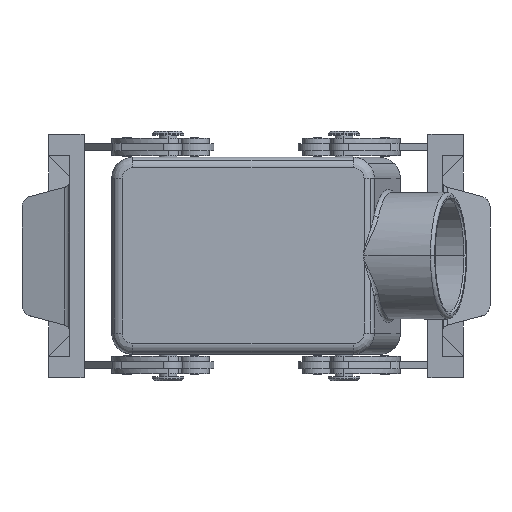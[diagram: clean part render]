
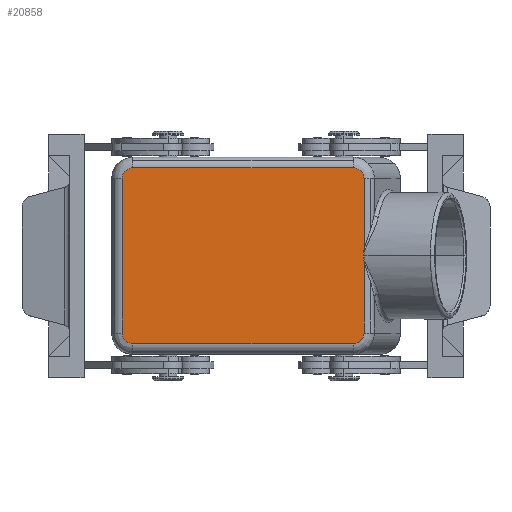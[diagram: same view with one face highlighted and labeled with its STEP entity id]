
A CAD part, top view. The second image highlights one B-rep face of the part: STEP entity #20858.
In plain terms, the highlighted planar face has unit normal (0, 0, 1).
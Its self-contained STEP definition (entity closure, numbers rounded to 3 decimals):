
#5169=CARTESIAN_POINT('',(27.603,-25.0,56.));
#5170=VERTEX_POINT('',#5169);
#5178=CARTESIAN_POINT('',(-35.,-25.,56.));
#5179=VERTEX_POINT('',#5178);
#5180=CARTESIAN_POINT('',(27.603,-25.0,56.));
#5181=DIRECTION('',(-1.0,0.0,0.0));
#5182=VECTOR('',#5181,62.603);
#5183=LINE('',#5180,#5182);
#5184=EDGE_CURVE('',#5170,#5179,#5183,.T.);
#5211=CARTESIAN_POINT('',(-38.,-22.,56.));
#5212=VERTEX_POINT('',#5211);
#5220=CARTESIAN_POINT('',(-38.0,22.0,56.));
#5221=VERTEX_POINT('',#5220);
#5222=CARTESIAN_POINT('',(-38.,-22.,56.));
#5223=DIRECTION('',(0.0,1.0,0.0));
#5224=VECTOR('',#5223,44.0);
#5225=LINE('',#5222,#5224);
#5226=EDGE_CURVE('',#5212,#5221,#5225,.T.);
#5253=CARTESIAN_POINT('',(-35.,25.,56.));
#5254=VERTEX_POINT('',#5253);
#5262=CARTESIAN_POINT('',(27.603,25.,56.));
#5263=VERTEX_POINT('',#5262);
#5264=CARTESIAN_POINT('',(-35.,25.,56.));
#5265=DIRECTION('',(1.0,0.0,0.0));
#5266=VECTOR('',#5265,62.603);
#5267=LINE('',#5264,#5266);
#5268=EDGE_CURVE('',#5254,#5263,#5267,.T.);
#20161=CARTESIAN_POINT('',(30.716,1.678,56.));
#20162=VERTEX_POINT('',#20161);
#20238=CARTESIAN_POINT('',(30.716,-1.678,56.));
#20239=VERTEX_POINT('',#20238);
#20258=CARTESIAN_POINT('',(101.884,0.0,56.));
#20259=DIRECTION('',(0.0,0.0,1.0));
#20260=DIRECTION('',(-1.0,0.0,0.0));
#20261=AXIS2_PLACEMENT_3D('',#20258,#20259,#20260);
#20262=ELLIPSE('',#20261,71.448,19.);
#20263=EDGE_CURVE('',#20162,#20239,#20262,.T.);
#20792=CARTESIAN_POINT('',(30.716,-22.,56.));
#20793=VERTEX_POINT('',#20792);
#20794=CARTESIAN_POINT('',(30.716,-1.678,56.));
#20795=DIRECTION('',(0.0,-1.0,0.0));
#20796=VECTOR('',#20795,20.322);
#20797=LINE('',#20794,#20796);
#20798=EDGE_CURVE('',#20239,#20793,#20797,.T.);
#20810=CARTESIAN_POINT('',(0.,0.,56.));
#20811=DIRECTION('',(0.0,0.0,1.0));
#20812=DIRECTION('',(1.0,0.0,0.0));
#20813=AXIS2_PLACEMENT_3D('',#20810,#20811,#20812);
#20814=PLANE('',#20813);
#20815=ORIENTED_EDGE('',*,*,#20263,.F.);
#20816=CARTESIAN_POINT('',(30.716,22.,56.));
#20817=VERTEX_POINT('',#20816);
#20818=CARTESIAN_POINT('',(30.716,22.,56.));
#20819=DIRECTION('',(0.0,-1.0,0.0));
#20820=VECTOR('',#20819,20.322);
#20821=LINE('',#20818,#20820);
#20822=EDGE_CURVE('',#20817,#20162,#20821,.T.);
#20823=ORIENTED_EDGE('',*,*,#20822,.F.);
#20824=CARTESIAN_POINT('',(27.603,22.,56.));
#20825=DIRECTION('',(0.0,0.0,-1.0));
#20826=DIRECTION('',(1.0,0.0,0.0));
#20827=AXIS2_PLACEMENT_3D('',#20824,#20825,#20826);
#20828=ELLIPSE('',#20827,3.112,3.0);
#20829=EDGE_CURVE('',#5263,#20817,#20828,.T.);
#20830=ORIENTED_EDGE('',*,*,#20829,.F.);
#20831=ORIENTED_EDGE('',*,*,#5268,.F.);
#20832=CARTESIAN_POINT('',(-35.,22.0,56.));
#20833=DIRECTION('',(0.0,0.0,-1.));
#20834=DIRECTION('',(-0.707,0.707,0.0));
#20835=AXIS2_PLACEMENT_3D('',#20832,#20833,#20834);
#20836=CIRCLE('',#20835,3.0);
#20837=EDGE_CURVE('',#5221,#5254,#20836,.T.);
#20838=ORIENTED_EDGE('',*,*,#20837,.F.);
#20839=ORIENTED_EDGE('',*,*,#5226,.F.);
#20840=CARTESIAN_POINT('',(-35.,-22.,56.));
#20841=DIRECTION('',(0.0,0.0,-1.));
#20842=DIRECTION('',(-0.707,-0.707,0.0));
#20843=AXIS2_PLACEMENT_3D('',#20840,#20841,#20842);
#20844=CIRCLE('',#20843,3.0);
#20845=EDGE_CURVE('',#5179,#5212,#20844,.T.);
#20846=ORIENTED_EDGE('',*,*,#20845,.F.);
#20847=ORIENTED_EDGE('',*,*,#5184,.F.);
#20848=CARTESIAN_POINT('',(27.603,-22.,56.));
#20849=DIRECTION('',(0.0,0.0,-1.0));
#20850=DIRECTION('',(1.0,0.0,0.0));
#20851=AXIS2_PLACEMENT_3D('',#20848,#20849,#20850);
#20852=ELLIPSE('',#20851,3.112,3.0);
#20853=EDGE_CURVE('',#20793,#5170,#20852,.T.);
#20854=ORIENTED_EDGE('',*,*,#20853,.F.);
#20855=ORIENTED_EDGE('',*,*,#20798,.F.);
#20856=EDGE_LOOP('',(#20815,#20823,#20830,#20831,#20838,#20839,#20846,#20847,#20854,#20855));
#20857=FACE_OUTER_BOUND('',#20856,.T.);
#20858=ADVANCED_FACE('',(#20857),#20814,.T.);
